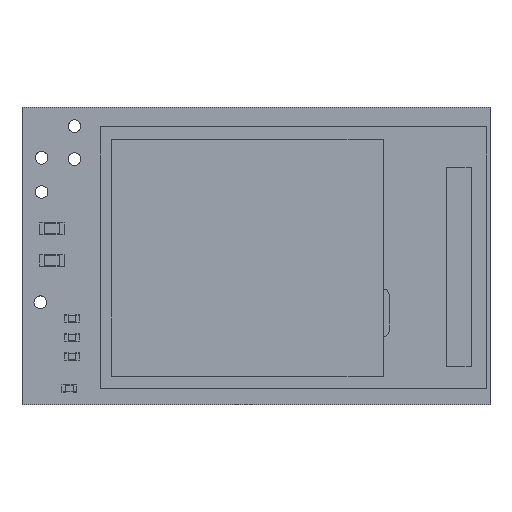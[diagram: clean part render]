
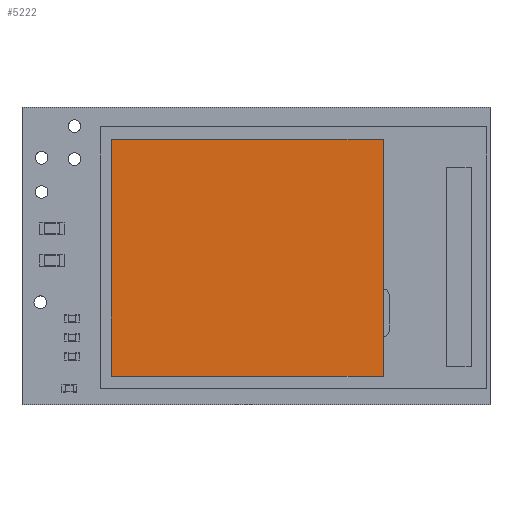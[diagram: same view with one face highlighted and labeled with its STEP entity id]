
A CAD part, top view. The second image highlights one B-rep face of the part: STEP entity #5222.
In plain terms, the highlighted face is planar.
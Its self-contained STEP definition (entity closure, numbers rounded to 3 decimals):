
#4693 = PLANE('',#4694);
#4694 = AXIS2_PLACEMENT_3D('',#4695,#4696,#4697);
#4695 = CARTESIAN_POINT('',(-4.75,0.8,-3.6));
#4696 = DIRECTION('',(-1.,0.,0.));
#4697 = DIRECTION('',(0.,0.,1.));
#4721 = PLANE('',#4722);
#4722 = AXIS2_PLACEMENT_3D('',#4723,#4724,#4725);
#4723 = CARTESIAN_POINT('',(-4.75,0.8,7.3));
#4724 = DIRECTION('',(0.,0.,1.));
#4725 = DIRECTION('',(1.,0.,-0.));
#4749 = PLANE('',#4750);
#4750 = AXIS2_PLACEMENT_3D('',#4751,#4752,#4753);
#4751 = CARTESIAN_POINT('',(4.75,0.8,7.3));
#4752 = DIRECTION('',(1.,0.,0.));
#4753 = DIRECTION('',(0.,0.,-1.));
#4777 = PLANE('',#4778);
#4778 = AXIS2_PLACEMENT_3D('',#4779,#4780,#4781);
#4779 = CARTESIAN_POINT('',(4.75,0.8,-3.6));
#4780 = DIRECTION('',(0.,0.,-1.));
#4781 = DIRECTION('',(-1.,0.,0.));
#5000 = VERTEX_POINT('',#5001);
#5001 = CARTESIAN_POINT('',(-4.75,2.,-3.6));
#5022 = EDGE_CURVE('',#5000,#5023,#5025,.T.);
#5023 = VERTEX_POINT('',#5024);
#5024 = CARTESIAN_POINT('',(-4.75,2.,7.3));
#5025 = SURFACE_CURVE('',#5026,(#5030,#5037),.PCURVE_S1.);
#5026 = LINE('',#5027,#5028);
#5027 = CARTESIAN_POINT('',(-4.75,2.,-3.6));
#5028 = VECTOR('',#5029,1.);
#5029 = DIRECTION('',(0.,0.,1.));
#5030 = PCURVE('',#4693,#5031);
#5031 = DEFINITIONAL_REPRESENTATION('',(#5032),#5036);
#5032 = LINE('',#5033,#5034);
#5033 = CARTESIAN_POINT('',(0.,1.2));
#5034 = VECTOR('',#5035,1.);
#5035 = DIRECTION('',(1.,0.));
#5036 = ( GEOMETRIC_REPRESENTATION_CONTEXT(2) 
PARAMETRIC_REPRESENTATION_CONTEXT() REPRESENTATION_CONTEXT('2D SPACE',''
  ) );
#5037 = PCURVE('',#5038,#5043);
#5038 = PLANE('',#5039);
#5039 = AXIS2_PLACEMENT_3D('',#5040,#5041,#5042);
#5040 = CARTESIAN_POINT('',(0.,2.,0.));
#5041 = DIRECTION('',(0.,1.,0.));
#5042 = DIRECTION('',(1.,0.,0.));
#5043 = DEFINITIONAL_REPRESENTATION('',(#5044),#5048);
#5044 = LINE('',#5045,#5046);
#5045 = CARTESIAN_POINT('',(-4.75,3.6));
#5046 = VECTOR('',#5047,1.);
#5047 = DIRECTION('',(0.,-1.));
#5048 = ( GEOMETRIC_REPRESENTATION_CONTEXT(2) 
PARAMETRIC_REPRESENTATION_CONTEXT() REPRESENTATION_CONTEXT('2D SPACE',''
  ) );
#5076 = VERTEX_POINT('',#5077);
#5077 = CARTESIAN_POINT('',(4.75,2.,-3.6));
#5098 = EDGE_CURVE('',#5076,#5000,#5099,.T.);
#5099 = SURFACE_CURVE('',#5100,(#5104,#5111),.PCURVE_S1.);
#5100 = LINE('',#5101,#5102);
#5101 = CARTESIAN_POINT('',(4.75,2.,-3.6));
#5102 = VECTOR('',#5103,1.);
#5103 = DIRECTION('',(-1.,0.,0.));
#5104 = PCURVE('',#4777,#5105);
#5105 = DEFINITIONAL_REPRESENTATION('',(#5106),#5110);
#5106 = LINE('',#5107,#5108);
#5107 = CARTESIAN_POINT('',(0.,1.2));
#5108 = VECTOR('',#5109,1.);
#5109 = DIRECTION('',(1.,0.));
#5110 = ( GEOMETRIC_REPRESENTATION_CONTEXT(2) 
PARAMETRIC_REPRESENTATION_CONTEXT() REPRESENTATION_CONTEXT('2D SPACE',''
  ) );
#5111 = PCURVE('',#5038,#5112);
#5112 = DEFINITIONAL_REPRESENTATION('',(#5113),#5117);
#5113 = LINE('',#5114,#5115);
#5114 = CARTESIAN_POINT('',(4.75,3.6));
#5115 = VECTOR('',#5116,1.);
#5116 = DIRECTION('',(-1.,0.));
#5117 = ( GEOMETRIC_REPRESENTATION_CONTEXT(2) 
PARAMETRIC_REPRESENTATION_CONTEXT() REPRESENTATION_CONTEXT('2D SPACE',''
  ) );
#5152 = VERTEX_POINT('',#5153);
#5153 = CARTESIAN_POINT('',(4.75,2.,7.3));
#5174 = EDGE_CURVE('',#5152,#5076,#5175,.T.);
#5175 = SURFACE_CURVE('',#5176,(#5180,#5187),.PCURVE_S1.);
#5176 = LINE('',#5177,#5178);
#5177 = CARTESIAN_POINT('',(4.75,2.,7.3));
#5178 = VECTOR('',#5179,1.);
#5179 = DIRECTION('',(0.,0.,-1.));
#5180 = PCURVE('',#4749,#5181);
#5181 = DEFINITIONAL_REPRESENTATION('',(#5182),#5186);
#5182 = LINE('',#5183,#5184);
#5183 = CARTESIAN_POINT('',(0.,1.2));
#5184 = VECTOR('',#5185,1.);
#5185 = DIRECTION('',(1.,0.));
#5186 = ( GEOMETRIC_REPRESENTATION_CONTEXT(2) 
PARAMETRIC_REPRESENTATION_CONTEXT() REPRESENTATION_CONTEXT('2D SPACE',''
  ) );
#5187 = PCURVE('',#5038,#5188);
#5188 = DEFINITIONAL_REPRESENTATION('',(#5189),#5193);
#5189 = LINE('',#5190,#5191);
#5190 = CARTESIAN_POINT('',(4.75,-7.3));
#5191 = VECTOR('',#5192,1.);
#5192 = DIRECTION('',(0.,1.));
#5193 = ( GEOMETRIC_REPRESENTATION_CONTEXT(2) 
PARAMETRIC_REPRESENTATION_CONTEXT() REPRESENTATION_CONTEXT('2D SPACE',''
  ) );
#5201 = EDGE_CURVE('',#5023,#5152,#5202,.T.);
#5202 = SURFACE_CURVE('',#5203,(#5207,#5214),.PCURVE_S1.);
#5203 = LINE('',#5204,#5205);
#5204 = CARTESIAN_POINT('',(-4.75,2.,7.3));
#5205 = VECTOR('',#5206,1.);
#5206 = DIRECTION('',(1.,0.,0.));
#5207 = PCURVE('',#4721,#5208);
#5208 = DEFINITIONAL_REPRESENTATION('',(#5209),#5213);
#5209 = LINE('',#5210,#5211);
#5210 = CARTESIAN_POINT('',(0.,1.2));
#5211 = VECTOR('',#5212,1.);
#5212 = DIRECTION('',(1.,0.));
#5213 = ( GEOMETRIC_REPRESENTATION_CONTEXT(2) 
PARAMETRIC_REPRESENTATION_CONTEXT() REPRESENTATION_CONTEXT('2D SPACE',''
  ) );
#5214 = PCURVE('',#5038,#5215);
#5215 = DEFINITIONAL_REPRESENTATION('',(#5216),#5220);
#5216 = LINE('',#5217,#5218);
#5217 = CARTESIAN_POINT('',(-4.75,-7.3));
#5218 = VECTOR('',#5219,1.);
#5219 = DIRECTION('',(1.,0.));
#5220 = ( GEOMETRIC_REPRESENTATION_CONTEXT(2) 
PARAMETRIC_REPRESENTATION_CONTEXT() REPRESENTATION_CONTEXT('2D SPACE',''
  ) );
#5222 = ADVANCED_FACE('',(#5223),#5038,.T.);
#5223 = FACE_BOUND('',#5224,.F.);
#5224 = EDGE_LOOP('',(#5225,#5226,#5227,#5228));
#5225 = ORIENTED_EDGE('',*,*,#5022,.F.);
#5226 = ORIENTED_EDGE('',*,*,#5098,.F.);
#5227 = ORIENTED_EDGE('',*,*,#5174,.F.);
#5228 = ORIENTED_EDGE('',*,*,#5201,.F.);
